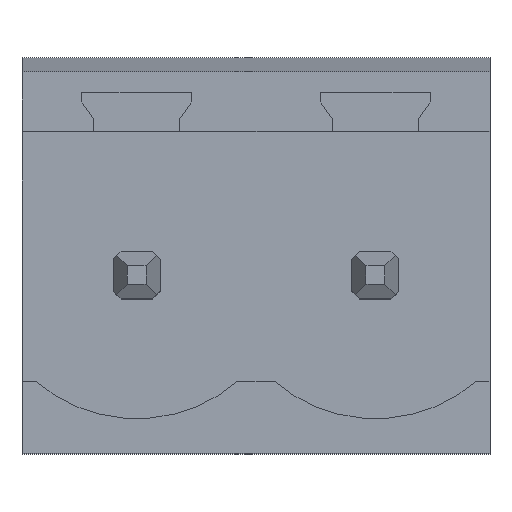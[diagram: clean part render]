
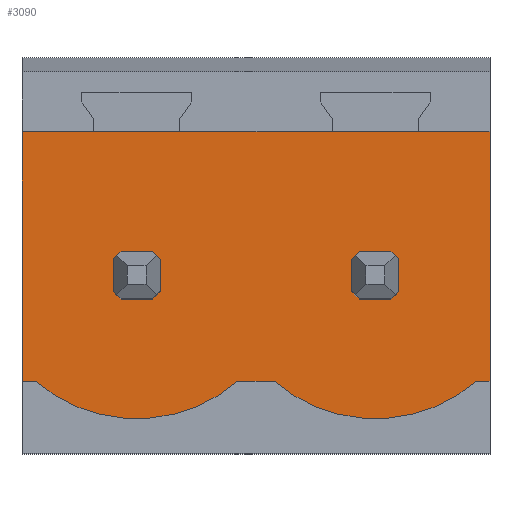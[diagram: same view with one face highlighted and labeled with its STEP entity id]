
A CAD part, top view. The second image highlights one B-rep face of the part: STEP entity #3090.
In plain terms, the highlighted planar face has unit normal (0, 0, 1).
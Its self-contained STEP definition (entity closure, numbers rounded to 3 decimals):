
#1787=CARTESIAN_POINT('',(-4.98,-2.26,3.45));
#1788=VERTEX_POINT('',#1787);
#1805=CARTESIAN_POINT('',(-4.694,-2.26,3.45));
#1806=VERTEX_POINT('',#1805);
#1813=CARTESIAN_POINT('',(-4.694,-2.26,3.45));
#1814=DIRECTION('',(-1.0,0.0,0.0));
#1815=VECTOR('',#1814,0.286);
#1816=LINE('',#1813,#1815);
#1817=EDGE_CURVE('',#1806,#1788,#1816,.T.);
#1829=CARTESIAN_POINT('',(4.98,-2.26,3.45));
#1830=VERTEX_POINT('',#1829);
#1837=CARTESIAN_POINT('',(4.694,-2.26,3.45));
#1838=VERTEX_POINT('',#1837);
#1839=CARTESIAN_POINT('',(4.98,-2.26,3.45));
#1840=DIRECTION('',(-1.0,0.0,0.0));
#1841=VECTOR('',#1840,0.286);
#1842=LINE('',#1839,#1841);
#1843=EDGE_CURVE('',#1830,#1838,#1842,.T.);
#1867=CARTESIAN_POINT('',(0.386,-2.26,3.45));
#1868=VERTEX_POINT('',#1867);
#1869=CARTESIAN_POINT('',(2.54,0.24,3.45));
#1870=DIRECTION('',(0.0,0.0,1.0));
#1871=DIRECTION('',(-0.653,-0.758,0.0));
#1872=AXIS2_PLACEMENT_3D('',#1869,#1870,#1871);
#1873=CIRCLE('',#1872,3.3);
#1874=EDGE_CURVE('',#1868,#1838,#1873,.T.);
#1900=CARTESIAN_POINT('',(-0.386,-2.26,3.45));
#1901=VERTEX_POINT('',#1900);
#1917=CARTESIAN_POINT('',(0.386,-2.26,3.45));
#1918=DIRECTION('',(-1.0,0.0,0.0));
#1919=VECTOR('',#1918,0.772);
#1920=LINE('',#1917,#1919);
#1921=EDGE_CURVE('',#1868,#1901,#1920,.T.);
#1931=CARTESIAN_POINT('',(-2.54,0.24,3.45));
#1932=DIRECTION('',(0.0,0.0,1.0));
#1933=DIRECTION('',(-0.653,-0.758,0.0));
#1934=AXIS2_PLACEMENT_3D('',#1931,#1932,#1933);
#1935=CIRCLE('',#1934,3.3);
#1936=EDGE_CURVE('',#1806,#1901,#1935,.T.);
#2592=CARTESIAN_POINT('',(-4.98,3.06,3.45));
#2593=VERTEX_POINT('',#2592);
#2600=CARTESIAN_POINT('',(4.98,3.06,3.45));
#2601=VERTEX_POINT('',#2600);
#2602=CARTESIAN_POINT('',(4.98,3.06,3.45));
#2603=DIRECTION('',(-1.0,0.0,0.0));
#2604=VECTOR('',#2603,9.96);
#2605=LINE('',#2602,#2604);
#2606=EDGE_CURVE('',#2601,#2593,#2605,.T.);
#2827=CARTESIAN_POINT('',(4.98,-2.26,3.45));
#2828=DIRECTION('',(0.0,1.0,0.0));
#2829=VECTOR('',#2828,5.32);
#2830=LINE('',#2827,#2829);
#2831=EDGE_CURVE('',#1830,#2601,#2830,.T.);
#3051=CARTESIAN_POINT('',(-4.98,3.06,3.45));
#3052=DIRECTION('',(0.0,-1.0,0.0));
#3053=VECTOR('',#3052,5.32);
#3054=LINE('',#3051,#3053);
#3055=EDGE_CURVE('',#2593,#1788,#3054,.T.);
#3075=CARTESIAN_POINT('',(5.08,3.06,3.45));
#3076=DIRECTION('',(0.0,0.0,1.0));
#3077=DIRECTION('',(0.0,1.0,0.0));
#3078=AXIS2_PLACEMENT_3D('',#3075,#3076,#3077);
#3079=PLANE('',#3078);
#3080=ORIENTED_EDGE('',*,*,#3055,.T.);
#3081=ORIENTED_EDGE('',*,*,#1817,.F.);
#3082=ORIENTED_EDGE('',*,*,#1936,.T.);
#3083=ORIENTED_EDGE('',*,*,#1921,.F.);
#3084=ORIENTED_EDGE('',*,*,#1874,.T.);
#3085=ORIENTED_EDGE('',*,*,#1843,.F.);
#3086=ORIENTED_EDGE('',*,*,#2831,.T.);
#3087=ORIENTED_EDGE('',*,*,#2606,.T.);
#3088=EDGE_LOOP('',(#3080,#3081,#3082,#3083,#3084,#3085,#3086,#3087));
#3089=FACE_OUTER_BOUND('',#3088,.T.);
#3090=ADVANCED_FACE('',(#3089),#3079,.T.);
